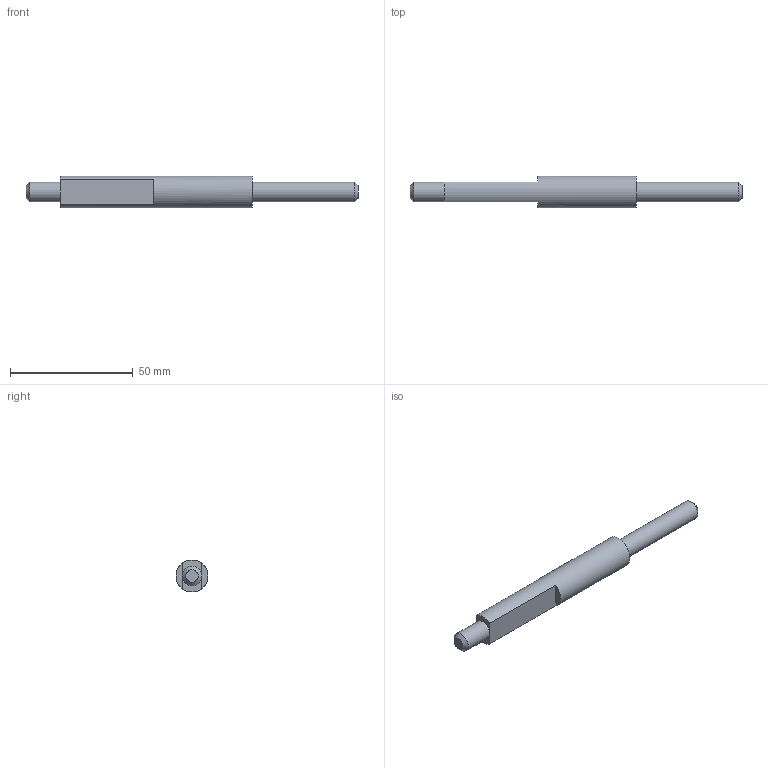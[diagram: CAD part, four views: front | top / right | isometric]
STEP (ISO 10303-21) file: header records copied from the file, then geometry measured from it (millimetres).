
FILE_DESCRIPTION(('HOOPS Exchange Step'),'2;1');
FILE_NAME('temp_export','2025-05-20T13:18:44+02:00',('tbheg'),('Shapr3D Limited'),'HOOPS Exchange 2024.8','Shapr3D','Authorized');
FILE_SCHEMA( ('AP242_MANAGED_MODEL_BASED_3D_ENGINEERING_MIM_LF {1 0 10303 442 1 1 4}') );
Length unit declared in the file: millimetre
Products named in the file (4): Folder 17; Redesigned_Lower_Segment; RoboticArm.step; root
Assembly tree (3 placements, depth 4):
  root
    RoboticArm.step
      Redesigned_Lower_Segment
        Folder 17
Bounding box: 135 x 13 x 13 mm (x, y, z)
Volume: 11811 mm3; surface area: 4715.3 mm2
Topology: 1 solids, 1 shells, 14 faces, 35 edges, 24 vertices
Faces by surface type: plane 9, cylinder 3, cone 2
Full cylindrical faces by diameter (mm): 8 x2, 13 x1
Entity records: 546 total; most frequent: DIRECTION 99, CARTESIAN_POINT 81, ORIENTED_EDGE 70, AXIS2_PLACEMENT_3D 42, EDGE_CURVE 35, VERTEX_POINT 24, CIRCLE 20, VECTOR 15
